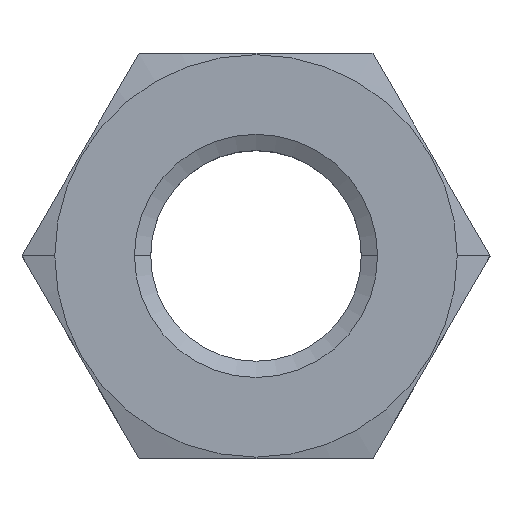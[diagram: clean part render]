
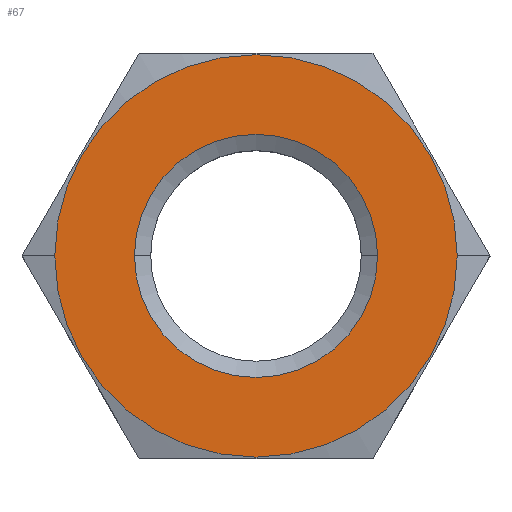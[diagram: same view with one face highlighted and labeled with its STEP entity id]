
A CAD part, top view. The second image highlights one B-rep face of the part: STEP entity #67.
In plain terms, the highlighted planar face has unit normal (0, 0, 1).
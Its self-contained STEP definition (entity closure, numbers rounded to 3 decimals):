
#67=ADVANCED_FACE('',(#130,#131),#132,.T.);
#130=FACE_BOUND('',#188,.T.);
#131=FACE_OUTER_BOUND('',#189,.T.);
#132=PLANE('',#190);
#188=EDGE_LOOP('',(#313,#314));
#189=EDGE_LOOP('',(#315,#316));
#190=AXIS2_PLACEMENT_3D('',#317,#318,#319);
#313=ORIENTED_EDGE('',*,*,#360,.T.);
#314=ORIENTED_EDGE('',*,*,#362,.T.);
#315=ORIENTED_EDGE('',*,*,#348,.T.);
#316=ORIENTED_EDGE('',*,*,#384,.T.);
#317=CARTESIAN_POINT('',(-3.783,0.,0.0));
#318=DIRECTION('',(0.,0.,1.0));
#319=DIRECTION('',(1.0,0.,0.0));
#348=EDGE_CURVE('',#401,#409,#411,.T.);
#360=EDGE_CURVE('',#426,#429,#431,.T.);
#362=EDGE_CURVE('',#429,#426,#433,.T.);
#384=EDGE_CURVE('',#409,#401,#459,.T.);
#401=VERTEX_POINT('',#478);
#409=VERTEX_POINT('',#514);
#411=CIRCLE('',#517,4.967);
#426=VERTEX_POINT('',#561);
#429=VERTEX_POINT('',#565);
#431=CIRCLE('',#568,3.);
#433=CIRCLE('',#570,3.);
#459=CIRCLE('',#656,4.967);
#478=CARTESIAN_POINT('',(-4.967,0.,0.0));
#514=CARTESIAN_POINT('',(4.966,0.,0.));
#517=AXIS2_PLACEMENT_3D('',#672,#673,#674);
#561=CARTESIAN_POINT('',(3.,0.,0.));
#565=CARTESIAN_POINT('',(-3.,0.,0.));
#568=AXIS2_PLACEMENT_3D('',#685,#686,#687);
#570=AXIS2_PLACEMENT_3D('',#688,#689,#690);
#656=AXIS2_PLACEMENT_3D('',#700,#701,#702);
#672=CARTESIAN_POINT('',(0.,0.,0.0));
#673=DIRECTION('',(0.,0.,1.0));
#674=DIRECTION('',(-1.0,0.,0.0));
#685=CARTESIAN_POINT('',(0.,0.,0.0));
#686=DIRECTION('',(0.,0.,-1.0));
#687=DIRECTION('',(1.0,0.,0.));
#688=CARTESIAN_POINT('',(0.,0.,0.0));
#689=DIRECTION('',(0.,0.,-1.0));
#690=DIRECTION('',(1.0,0.,0.));
#700=CARTESIAN_POINT('',(0.,0.,0.0));
#701=DIRECTION('',(0.,0.,1.0));
#702=DIRECTION('',(-1.0,0.,0.0));
